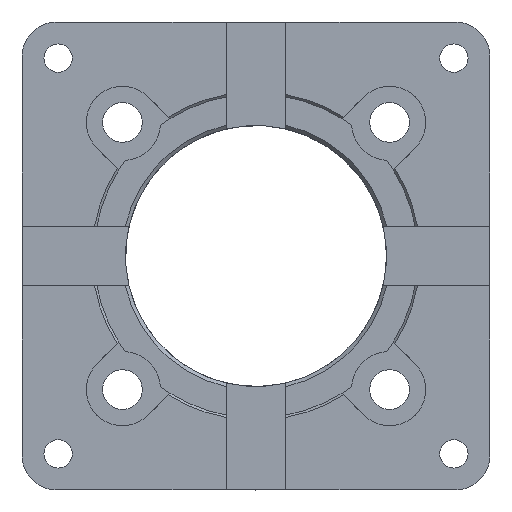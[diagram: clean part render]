
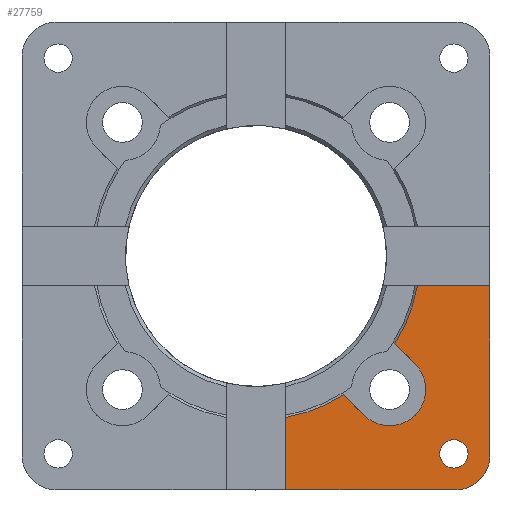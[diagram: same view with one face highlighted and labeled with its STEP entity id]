
A CAD part, front view. The second image highlights one B-rep face of the part: STEP entity #27759.
In plain terms, the highlighted planar face has unit normal (0, -1, 0).
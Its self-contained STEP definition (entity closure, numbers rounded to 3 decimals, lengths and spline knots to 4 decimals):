
#921=LINE('',#37971,#3365);
#961=LINE('',#38104,#3405);
#969=LINE('',#38143,#3413);
#980=LINE('',#38184,#3424);
#983=LINE('',#38211,#3427);
#984=LINE('',#38214,#3428);
#3365=VECTOR('',#31272,0.1584);
#3405=VECTOR('',#31338,0.1584);
#3413=VECTOR('',#31366,0.3718);
#3424=VECTOR('',#31399,0.3718);
#3427=VECTOR('',#31424,0.063);
#3428=VECTOR('',#31427,0.063);
#6745=PLANE('',#29363);
#7749=FACE_BOUND('',#9517,.T.);
#7915=FACE_OUTER_BOUND('',#9516,.T.);
#9516=EDGE_LOOP('',(#19569,#19570,#19571,#19572,#19573,#19574,#19575,#19576,
#19577,#19578));
#9517=EDGE_LOOP('',(#19579));
#11214=CIRCLE('',#29344,0.3593);
#11221=CIRCLE('',#29357,0.3593);
#11225=CIRCLE('',#29364,0.079);
#11226=CIRCLE('',#29365,0.075);
#11227=CIRCLE('',#29366,0.031);
#12244=VERTEX_POINT('',#37965);
#12246=VERTEX_POINT('',#37970);
#12289=VERTEX_POINT('',#38089);
#12293=VERTEX_POINT('',#38102);
#12305=VERTEX_POINT('',#38142);
#12310=VERTEX_POINT('',#38154);
#12318=VERTEX_POINT('',#38182);
#12321=VERTEX_POINT('',#38194);
#12325=VERTEX_POINT('',#38210);
#12326=VERTEX_POINT('',#38212);
#12327=VERTEX_POINT('',#38216);
#15126=EDGE_CURVE('',#12246,#12244,#921,.T.);
#15181=EDGE_CURVE('',#12289,#12293,#961,.T.);
#15197=EDGE_CURVE('',#12305,#12246,#969,.T.);
#15204=EDGE_CURVE('',#12310,#12244,#11214,.T.);
#15216=EDGE_CURVE('',#12293,#12318,#980,.T.);
#15220=EDGE_CURVE('',#12289,#12321,#11221,.T.);
#15227=EDGE_CURVE('',#12310,#12325,#983,.T.);
#15228=EDGE_CURVE('',#12325,#12326,#11225,.T.);
#15229=EDGE_CURVE('',#12326,#12321,#984,.T.);
#15230=EDGE_CURVE('',#12305,#12318,#11226,.T.);
#15231=EDGE_CURVE('',#12327,#12327,#11227,.T.);
#19569=ORIENTED_EDGE('',*,*,#15126,.T.);
#19570=ORIENTED_EDGE('',*,*,#15204,.F.);
#19571=ORIENTED_EDGE('',*,*,#15227,.T.);
#19572=ORIENTED_EDGE('',*,*,#15228,.T.);
#19573=ORIENTED_EDGE('',*,*,#15229,.T.);
#19574=ORIENTED_EDGE('',*,*,#15220,.F.);
#19575=ORIENTED_EDGE('',*,*,#15181,.T.);
#19576=ORIENTED_EDGE('',*,*,#15216,.T.);
#19577=ORIENTED_EDGE('',*,*,#15230,.F.);
#19578=ORIENTED_EDGE('',*,*,#15197,.T.);
#19579=ORIENTED_EDGE('',*,*,#15231,.T.);
#27759=ADVANCED_FACE('',(#7915,#7749),#6745,.T.);
#29344=AXIS2_PLACEMENT_3D('',#38158,#31375,#31376);
#29357=AXIS2_PLACEMENT_3D('',#38195,#31408,#31409);
#29363=AXIS2_PLACEMENT_3D('',#38209,#31422,#31423);
#29364=AXIS2_PLACEMENT_3D('',#38213,#31425,#31426);
#29365=AXIS2_PLACEMENT_3D('',#38215,#31428,#31429);
#29366=AXIS2_PLACEMENT_3D('',#38217,#31430,#31431);
#31272=DIRECTION('',(-1.,0.,0.));
#31338=DIRECTION('',(0.,0.,-1.));
#31366=DIRECTION('',(0.,0.,1.));
#31375=DIRECTION('center_axis',(0.,-1.,0.));
#31376=DIRECTION('ref_axis',(1.,0.,0.));
#31399=DIRECTION('',(1.,0.,0.));
#31408=DIRECTION('center_axis',(0.,-1.,0.));
#31409=DIRECTION('ref_axis',(-1.,0.,0.));
#31422=DIRECTION('center_axis',(0.,-1.,0.));
#31423=DIRECTION('ref_axis',(0.,0.,-1.));
#31424=DIRECTION('',(0.707,0.,-0.707));
#31425=DIRECTION('center_axis',(0.,1.,0.));
#31426=DIRECTION('ref_axis',(-0.707,0.,-0.707));
#31427=DIRECTION('',(-0.707,0.,0.707));
#31428=DIRECTION('center_axis',(0.,1.,0.));
#31429=DIRECTION('ref_axis',(0.707,0.,-0.707));
#31430=DIRECTION('center_axis',(0.,1.,0.));
#31431=DIRECTION('ref_axis',(1.,0.,0.));
#37965=CARTESIAN_POINT('',(0.3534,-0.12,-0.065));
#37970=CARTESIAN_POINT('',(0.5118,-0.12,-0.065));
#37971=CARTESIAN_POINT('',(0.2559,-0.12,-0.065));
#38089=CARTESIAN_POINT('',(0.065,-0.12,-0.3534));
#38102=CARTESIAN_POINT('',(0.065,-0.12,-0.5118));
#38104=CARTESIAN_POINT('',(0.065,-0.12,0.2559));
#38142=CARTESIAN_POINT('',(0.5118,-0.12,-0.4368));
#38143=CARTESIAN_POINT('',(0.5118,-0.12,-0.5118));
#38154=CARTESIAN_POINT('',(0.3037,-0.12,-0.192));
#38158=CARTESIAN_POINT('Origin',(0.,-0.12,0.));
#38182=CARTESIAN_POINT('',(0.4368,-0.12,-0.5118));
#38184=CARTESIAN_POINT('',(-0.5118,-0.12,-0.5118));
#38194=CARTESIAN_POINT('',(0.192,-0.12,-0.3037));
#38195=CARTESIAN_POINT('Origin',(0.,-0.12,0.));
#38209=CARTESIAN_POINT('Origin',(0.,-0.12,0.));
#38210=CARTESIAN_POINT('',(0.3483,-0.12,-0.2365));
#38211=CARTESIAN_POINT('',(0.178,-0.12,-0.0663));
#38212=CARTESIAN_POINT('',(0.2365,-0.12,-0.3483));
#38213=CARTESIAN_POINT('Origin',(0.2924,-0.12,-0.2924));
#38214=CARTESIAN_POINT('',(0.0903,-0.12,-0.2021));
#38215=CARTESIAN_POINT('Origin',(0.4368,-0.12,-0.4368));
#38216=CARTESIAN_POINT('',(0.464,-0.12,-0.433));
#38217=CARTESIAN_POINT('Origin',(0.433,-0.12,-0.433));
